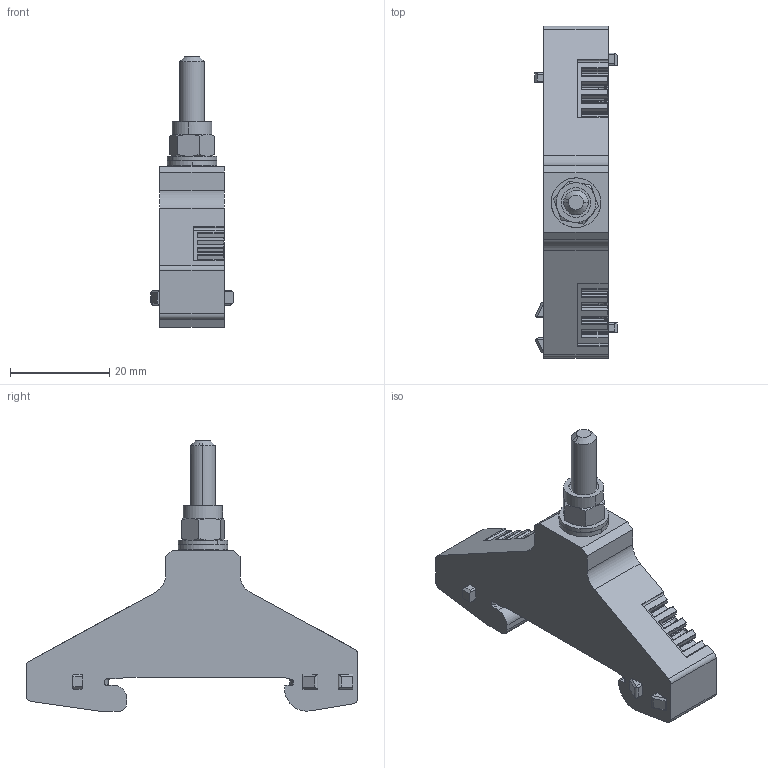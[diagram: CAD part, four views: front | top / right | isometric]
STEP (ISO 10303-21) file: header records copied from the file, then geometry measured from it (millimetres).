
FILE_DESCRIPTION(('CATIA V5 STEP Exchange','CAx-IF Rec.Pracs.--- Model Styling and Organization---1.4--- 2014-01-23'),'2;1');
FILE_NAME ('D1460598_1', '2022-06-09T10:44:32+00:00', ('none'), ('Weidmueller'), 'CATIA Version 5-6 Release 2016 SP3 HF44', 'CATIA V5 STEP AP214', 'none');
FILE_SCHEMA(('AUTOMOTIVE_DESIGN { 1 0 10303 214 1 1 1 1 }'));
Length unit declared in the file: millimetre
Products named in the file (1): 1968990000
Bounding box: 16.6 x 67 x 54.55 mm (x, y, z)
Volume: 16397.4 mm3; surface area: 6937.4 mm2
Topology: 5 solids, 6 shells, 512 faces, 1431 edges, 940 vertices
Faces by surface type: plane 228, cylinder 136, cone 71, torus 59, revolution 14, bspline 4
Entity records: 17082 total; most frequent: CARTESIAN_POINT 4739, ORIENTED_EDGE 2862, DIRECTION 2012, EDGE_CURVE 1431, VERTEX_POINT 940, AXIS2_PLACEMENT_3D 824, VECTOR 753, LINE 753
